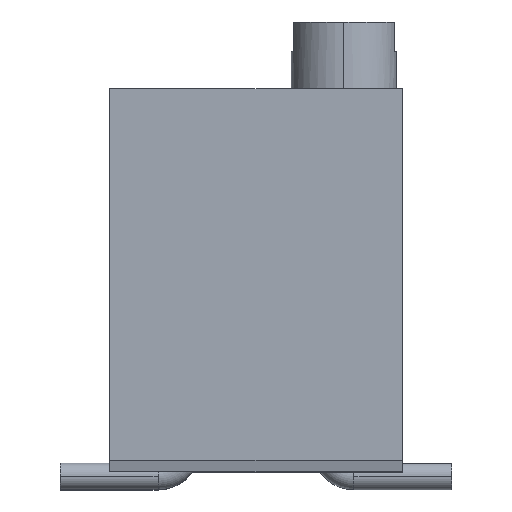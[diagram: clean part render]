
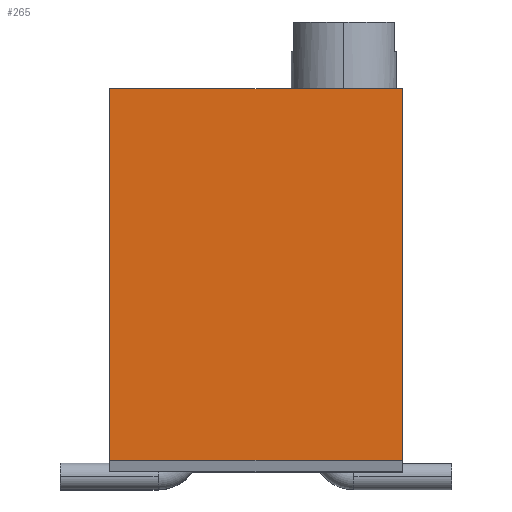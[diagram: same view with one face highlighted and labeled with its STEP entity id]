
A CAD part, top view. The second image highlights one B-rep face of the part: STEP entity #265.
In plain terms, the highlighted planar face has unit normal (0, 0, 1).
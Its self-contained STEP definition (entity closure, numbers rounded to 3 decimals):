
#34 = CARTESIAN_POINT ( 'NONE',  ( 2.5, 22.181, 3.425 ) ) ;
#45 = FACE_OUTER_BOUND ( 'NONE', #325, .T. ) ;
#189 = VECTOR ( 'NONE', #761, 1000. ) ;
#265 = ADVANCED_FACE ( 'NONE', ( #45 ), #1237, .F. ) ;
#282 = CARTESIAN_POINT ( 'NONE',  ( -2.5, 6.85, 3.425 ) ) ;
#325 = EDGE_LOOP ( 'NONE', ( #2172, #2301, #924, #1742 ) ) ;
#449 = VECTOR ( 'NONE', #1755, 1000. ) ;
#561 = EDGE_CURVE ( 'NONE', #2572, #2053, #791, .T. ) ;
#581 = CARTESIAN_POINT ( 'NONE',  ( 2.5, 6.85, 3.425 ) ) ;
#623 = AXIS2_PLACEMENT_3D ( 'NONE', #34, #2087, #1661 ) ;
#663 = CARTESIAN_POINT ( 'NONE',  ( 2.5, 0.5, 3.425 ) ) ;
#667 = LINE ( 'NONE', #1162, #2203 ) ;
#697 = EDGE_CURVE ( 'NONE', #2300, #2572, #667, .T. ) ;
#761 = DIRECTION ( 'NONE',  ( 1., 0., 0. ) ) ;
#791 = LINE ( 'NONE', #663, #1262 ) ;
#924 = ORIENTED_EDGE ( 'NONE', *, *, #561, .T. ) ;
#1106 = VERTEX_POINT ( 'NONE', #1921 ) ;
#1162 = CARTESIAN_POINT ( 'NONE',  ( -2.5, 22.181, 3.425 ) ) ;
#1174 = CARTESIAN_POINT ( 'NONE',  ( 2.5, 22.181, 3.425 ) ) ;
#1237 = PLANE ( 'NONE',  #623 ) ;
#1262 = VECTOR ( 'NONE', #1713, 1000. ) ;
#1339 = CARTESIAN_POINT ( 'NONE',  ( 2.5, 0.5, 3.425 ) ) ;
#1535 = EDGE_CURVE ( 'NONE', #1106, #2053, #1642, .T. ) ;
#1642 = LINE ( 'NONE', #1174, #449 ) ;
#1661 = DIRECTION ( 'NONE',  ( -1., 0., 0. ) ) ;
#1713 = DIRECTION ( 'NONE',  ( 1., 0., 0. ) ) ;
#1742 = ORIENTED_EDGE ( 'NONE', *, *, #1535, .F. ) ;
#1755 = DIRECTION ( 'NONE',  ( 0., -1., 0. ) ) ;
#1921 = CARTESIAN_POINT ( 'NONE',  ( 2.5, 6.85, 3.425 ) ) ;
#2003 = DIRECTION ( 'NONE',  ( 0., -1., 0. ) ) ;
#2053 = VERTEX_POINT ( 'NONE', #1339 ) ;
#2087 = DIRECTION ( 'NONE',  ( 0., 0., -1. ) ) ;
#2112 = LINE ( 'NONE', #581, #189 ) ;
#2172 = ORIENTED_EDGE ( 'NONE', *, *, #2324, .F. ) ;
#2203 = VECTOR ( 'NONE', #2003, 1000. ) ;
#2300 = VERTEX_POINT ( 'NONE', #282 ) ;
#2301 = ORIENTED_EDGE ( 'NONE', *, *, #697, .T. ) ;
#2324 = EDGE_CURVE ( 'NONE', #2300, #1106, #2112, .T. ) ;
#2375 = CARTESIAN_POINT ( 'NONE',  ( -2.5, 0.5, 3.425 ) ) ;
#2572 = VERTEX_POINT ( 'NONE', #2375 ) ;
